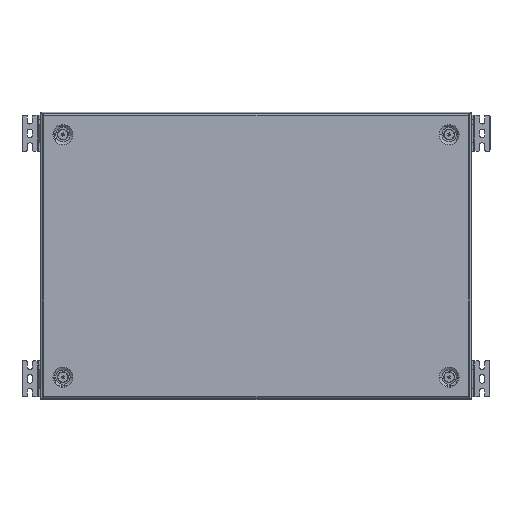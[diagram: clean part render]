
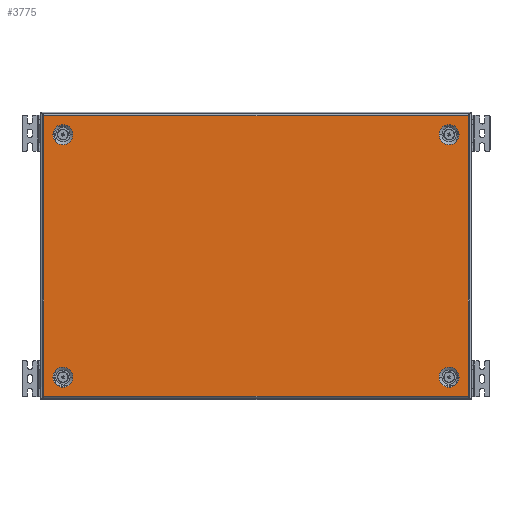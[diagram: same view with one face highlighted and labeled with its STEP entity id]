
A CAD part, top view. The second image highlights one B-rep face of the part: STEP entity #3775.
In plain terms, the highlighted planar face has unit normal (0, 0, 1).
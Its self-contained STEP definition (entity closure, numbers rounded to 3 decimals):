
#305 = LINE ( 'NONE', #11449, #24192 ) ;
#315 = DIRECTION ( 'NONE',  ( 1., 0., 0. ) ) ;
#533 = DIRECTION ( 'NONE',  ( 0., -1., 0. ) ) ;
#584 = VECTOR ( 'NONE', #533, 1000. ) ;
#727 = VECTOR ( 'NONE', #1738, 1000. ) ;
#746 = AXIS2_PLACEMENT_3D ( 'NONE', #4783, #21746, #315 ) ;
#857 = ORIENTED_EDGE ( 'NONE', *, *, #25168, .T. ) ;
#1186 = EDGE_LOOP ( 'NONE', ( #2818, #20739 ) ) ;
#1471 = DIRECTION ( 'NONE',  ( 0., 1., 0. ) ) ;
#1738 = DIRECTION ( 'NONE',  ( -1., 0., 0. ) ) ;
#1894 = CARTESIAN_POINT ( 'NONE',  ( -283., -169., 0. ) ) ;
#2099 = ORIENTED_EDGE ( 'NONE', *, *, #22592, .T. ) ;
#2111 = VECTOR ( 'NONE', #4314, 1000. ) ;
#2340 = DIRECTION ( 'NONE',  ( 1., 0., 0. ) ) ;
#2607 = EDGE_CURVE ( 'NONE', #25919, #10659, #21352, .T. ) ;
#2817 = EDGE_CURVE ( 'NONE', #8082, #11447, #8252, .T. ) ;
#2818 = ORIENTED_EDGE ( 'NONE', *, *, #2607, .F. ) ;
#3502 = ORIENTED_EDGE ( 'NONE', *, *, #10548, .F. ) ;
#3566 = PLANE ( 'NONE',  #14759 ) ;
#3775 = ADVANCED_FACE ( 'NONE', ( #22459, #11916, #26750, #16209, #14127 ), #3566, .T. ) ;
#4088 = ORIENTED_EDGE ( 'NONE', *, *, #11325, .F. ) ;
#4314 = DIRECTION ( 'NONE',  ( -1., 0., 0. ) ) ;
#4546 = ORIENTED_EDGE ( 'NONE', *, *, #25762, .F. ) ;
#4783 = CARTESIAN_POINT ( 'NONE',  ( 269., -169., 0. ) ) ;
#4874 = CIRCLE ( 'NONE', #10210, 14. ) ;
#5071 = VECTOR ( 'NONE', #1471, 1000. ) ;
#5876 = ORIENTED_EDGE ( 'NONE', *, *, #10253, .F. ) ;
#6001 = AXIS2_PLACEMENT_3D ( 'NONE', #8201, #18514, #22909 ) ;
#6091 = CIRCLE ( 'NONE', #10089, 14. ) ;
#6134 = CARTESIAN_POINT ( 'NONE',  ( -269., 169., 0. ) ) ;
#6253 = DIRECTION ( 'NONE',  ( -1., 0., 0. ) ) ;
#6488 = DIRECTION ( 'NONE',  ( 1., 0., 0. ) ) ;
#6818 = CARTESIAN_POINT ( 'NONE',  ( -295.5, -195.5, 0. ) ) ;
#6870 = EDGE_CURVE ( 'NONE', #13115, #13729, #20819, .T. ) ;
#7084 = AXIS2_PLACEMENT_3D ( 'NONE', #10019, #16409, #6253 ) ;
#7398 = CIRCLE ( 'NONE', #746, 14. ) ;
#7661 = ORIENTED_EDGE ( 'NONE', *, *, #24361, .F. ) ;
#7792 = EDGE_CURVE ( 'NONE', #10659, #25919, #17985, .T. ) ;
#7986 = LINE ( 'NONE', #24884, #727 ) ;
#8082 = VERTEX_POINT ( 'NONE', #11276 ) ;
#8197 = CARTESIAN_POINT ( 'NONE',  ( 295.793, 195.5, 0. ) ) ;
#8201 = CARTESIAN_POINT ( 'NONE',  ( 269., 169., 0. ) ) ;
#8252 = LINE ( 'NONE', #20625, #19571 ) ;
#8660 = DIRECTION ( 'NONE',  ( 1., 0., 0. ) ) ;
#8666 = CARTESIAN_POINT ( 'NONE',  ( -295.793, -195.5, 0. ) ) ;
#8690 = DIRECTION ( 'NONE',  ( 0., 0., 1. ) ) ;
#8744 = ORIENTED_EDGE ( 'NONE', *, *, #25819, .F. ) ;
#8848 = CARTESIAN_POINT ( 'NONE',  ( 269., 169., 0. ) ) ;
#8980 = CARTESIAN_POINT ( 'NONE',  ( -283., 169., 0. ) ) ;
#9744 = AXIS2_PLACEMENT_3D ( 'NONE', #21797, #13314, #2340 ) ;
#10011 = EDGE_CURVE ( 'NONE', #26876, #18020, #10228, .T. ) ;
#10019 = CARTESIAN_POINT ( 'NONE',  ( -269., -169., 0. ) ) ;
#10089 = AXIS2_PLACEMENT_3D ( 'NONE', #25841, #25703, #8660 ) ;
#10210 = AXIS2_PLACEMENT_3D ( 'NONE', #6134, #18673, #27106 ) ;
#10228 = CIRCLE ( 'NONE', #9744, 14. ) ;
#10253 = EDGE_CURVE ( 'NONE', #19899, #10394, #17755, .T. ) ;
#10394 = VERTEX_POINT ( 'NONE', #18793 ) ;
#10518 = DIRECTION ( 'NONE',  ( -1., 0., 0. ) ) ;
#10548 = EDGE_CURVE ( 'NONE', #10394, #19899, #25229, .T. ) ;
#10659 = VERTEX_POINT ( 'NONE', #22154 ) ;
#11276 = CARTESIAN_POINT ( 'NONE',  ( -295.4, -195.5, 0. ) ) ;
#11325 = EDGE_CURVE ( 'NONE', #26128, #26517, #4874, .T. ) ;
#11447 = VERTEX_POINT ( 'NONE', #17261 ) ;
#11449 = CARTESIAN_POINT ( 'NONE',  ( 297.5, -195.5, 0. ) ) ;
#11456 = VERTEX_POINT ( 'NONE', #6818 ) ;
#11704 = EDGE_LOOP ( 'NONE', ( #5876, #3502 ) ) ;
#11722 = ORIENTED_EDGE ( 'NONE', *, *, #18566, .T. ) ;
#11916 = FACE_BOUND ( 'NONE', #25533, .T. ) ;
#12396 = VECTOR ( 'NONE', #25570, 1000. ) ;
#12592 = CARTESIAN_POINT ( 'NONE',  ( -269., -169., 0. ) ) ;
#13021 = CARTESIAN_POINT ( 'NONE',  ( 295.5, -195.5, 0. ) ) ;
#13082 = CARTESIAN_POINT ( 'NONE',  ( 283., -169., 0. ) ) ;
#13115 = VERTEX_POINT ( 'NONE', #13021 ) ;
#13314 = DIRECTION ( 'NONE',  ( 0., 0., 1. ) ) ;
#13321 = AXIS2_PLACEMENT_3D ( 'NONE', #12592, #8690, #10518 ) ;
#13330 = VERTEX_POINT ( 'NONE', #21473 ) ;
#13716 = ORIENTED_EDGE ( 'NONE', *, *, #6870, .T. ) ;
#13729 = VERTEX_POINT ( 'NONE', #17777 ) ;
#13859 = CARTESIAN_POINT ( 'NONE',  ( -297.5, 195.5, 0. ) ) ;
#14127 = FACE_BOUND ( 'NONE', #25481, .T. ) ;
#14219 = DIRECTION ( 'NONE',  ( 1., 0., 0. ) ) ;
#14540 = EDGE_CURVE ( 'NONE', #26774, #11456, #25667, .T. ) ;
#14759 = AXIS2_PLACEMENT_3D ( 'NONE', #21381, #16785, #6488 ) ;
#16209 = FACE_BOUND ( 'NONE', #11704, .T. ) ;
#16409 = DIRECTION ( 'NONE',  ( 0., 0., 1. ) ) ;
#16453 = VERTEX_POINT ( 'NONE', #27005 ) ;
#16785 = DIRECTION ( 'NONE',  ( 0., 0., 1. ) ) ;
#16965 = LINE ( 'NONE', #8197, #2111 ) ;
#16979 = CARTESIAN_POINT ( 'NONE',  ( -255., 169., 0. ) ) ;
#17099 = CARTESIAN_POINT ( 'NONE',  ( -295.5, 195.793, 0. ) ) ;
#17156 = EDGE_LOOP ( 'NONE', ( #857, #18810, #7661, #22458, #2099, #20119, #11722, #13716 ) ) ;
#17188 = DIRECTION ( 'NONE',  ( 0., 0., 1. ) ) ;
#17261 = CARTESIAN_POINT ( 'NONE',  ( 295.4, -195.5, 0. ) ) ;
#17429 = DIRECTION ( 'NONE',  ( 1., 0., 0. ) ) ;
#17755 = CIRCLE ( 'NONE', #7084, 14. ) ;
#17777 = CARTESIAN_POINT ( 'NONE',  ( 295.5, 195.5, 0. ) ) ;
#17985 = CIRCLE ( 'NONE', #6001, 14. ) ;
#18020 = VERTEX_POINT ( 'NONE', #24333 ) ;
#18514 = DIRECTION ( 'NONE',  ( 0., 0., 1. ) ) ;
#18566 = EDGE_CURVE ( 'NONE', #11447, #13115, #305, .T. ) ;
#18673 = DIRECTION ( 'NONE',  ( 0., 0., 1. ) ) ;
#18793 = CARTESIAN_POINT ( 'NONE',  ( -255., -169., 0. ) ) ;
#18810 = ORIENTED_EDGE ( 'NONE', *, *, #25602, .T. ) ;
#19571 = VECTOR ( 'NONE', #14219, 1000. ) ;
#19899 = VERTEX_POINT ( 'NONE', #1894 ) ;
#20119 = ORIENTED_EDGE ( 'NONE', *, *, #2817, .T. ) ;
#20393 = CARTESIAN_POINT ( 'NONE',  ( 295.5, -195.793, 0. ) ) ;
#20625 = CARTESIAN_POINT ( 'NONE',  ( -295.793, -195.5, 0. ) ) ;
#20739 = ORIENTED_EDGE ( 'NONE', *, *, #7792, .F. ) ;
#20819 = LINE ( 'NONE', #20393, #5071 ) ;
#20902 = AXIS2_PLACEMENT_3D ( 'NONE', #8848, #17188, #25751 ) ;
#21324 = LINE ( 'NONE', #8666, #12396 ) ;
#21352 = CIRCLE ( 'NONE', #20902, 14. ) ;
#21381 = CARTESIAN_POINT ( 'NONE',  ( 0., 0., 0. ) ) ;
#21473 = CARTESIAN_POINT ( 'NONE',  ( -295.4, 195.5, 0. ) ) ;
#21746 = DIRECTION ( 'NONE',  ( 0., 0., 1. ) ) ;
#21797 = CARTESIAN_POINT ( 'NONE',  ( 269., -169., 0. ) ) ;
#22154 = CARTESIAN_POINT ( 'NONE',  ( 255., 169., 0. ) ) ;
#22458 = ORIENTED_EDGE ( 'NONE', *, *, #14540, .T. ) ;
#22459 = FACE_OUTER_BOUND ( 'NONE', #17156, .T. ) ;
#22592 = EDGE_CURVE ( 'NONE', #11456, #8082, #21324, .T. ) ;
#22909 = DIRECTION ( 'NONE',  ( -1., 0., 0. ) ) ;
#24192 = VECTOR ( 'NONE', #17429, 1000. ) ;
#24333 = CARTESIAN_POINT ( 'NONE',  ( 255., -169., 0. ) ) ;
#24361 = EDGE_CURVE ( 'NONE', #26774, #13330, #26199, .T. ) ;
#24473 = DIRECTION ( 'NONE',  ( 1., 0., 0. ) ) ;
#24884 = CARTESIAN_POINT ( 'NONE',  ( 295.793, 195.5, 0. ) ) ;
#24894 = ORIENTED_EDGE ( 'NONE', *, *, #10011, .F. ) ;
#25168 = EDGE_CURVE ( 'NONE', #13729, #16453, #7986, .T. ) ;
#25229 = CIRCLE ( 'NONE', #13321, 14. ) ;
#25481 = EDGE_LOOP ( 'NONE', ( #4546, #4088 ) ) ;
#25533 = EDGE_LOOP ( 'NONE', ( #24894, #8744 ) ) ;
#25570 = DIRECTION ( 'NONE',  ( 1., 0., 0. ) ) ;
#25602 = EDGE_CURVE ( 'NONE', #16453, #13330, #16965, .T. ) ;
#25667 = LINE ( 'NONE', #17099, #584 ) ;
#25703 = DIRECTION ( 'NONE',  ( 0., 0., 1. ) ) ;
#25751 = DIRECTION ( 'NONE',  ( -1., 0., 0. ) ) ;
#25762 = EDGE_CURVE ( 'NONE', #26517, #26128, #6091, .T. ) ;
#25819 = EDGE_CURVE ( 'NONE', #18020, #26876, #7398, .T. ) ;
#25841 = CARTESIAN_POINT ( 'NONE',  ( -269., 169., 0. ) ) ;
#25919 = VERTEX_POINT ( 'NONE', #26076 ) ;
#26076 = CARTESIAN_POINT ( 'NONE',  ( 283., 169., 0. ) ) ;
#26128 = VERTEX_POINT ( 'NONE', #16979 ) ;
#26199 = LINE ( 'NONE', #13859, #26847 ) ;
#26517 = VERTEX_POINT ( 'NONE', #8980 ) ;
#26750 = FACE_BOUND ( 'NONE', #1186, .T. ) ;
#26774 = VERTEX_POINT ( 'NONE', #26806 ) ;
#26806 = CARTESIAN_POINT ( 'NONE',  ( -295.5, 195.5, 0. ) ) ;
#26847 = VECTOR ( 'NONE', #24473, 1000. ) ;
#26876 = VERTEX_POINT ( 'NONE', #13082 ) ;
#27005 = CARTESIAN_POINT ( 'NONE',  ( 295.4, 195.5, 0. ) ) ;
#27106 = DIRECTION ( 'NONE',  ( 1., 0., 0. ) ) ;
